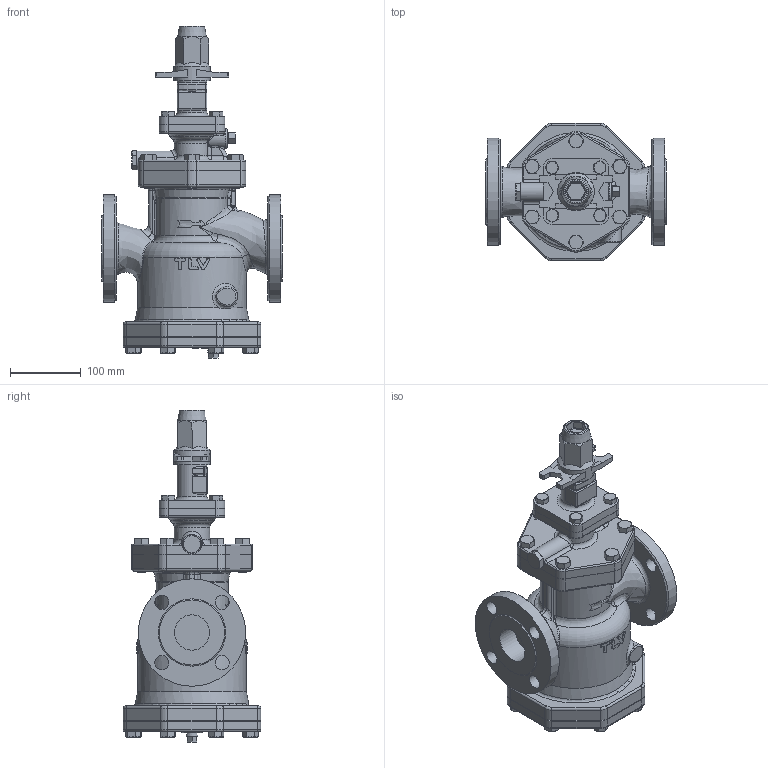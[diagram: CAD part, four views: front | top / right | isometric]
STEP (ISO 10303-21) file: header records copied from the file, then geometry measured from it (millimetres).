
FILE_DESCRIPTION(/* description */ (''),/* implementation_level */ '2;1');
FILE_NAME(/* name */ 'acosr-050-a0150-00.stp',/* time_stamp */ '2017-11-15T08:07:44+09:00',/* author */ ('nakaot'),/* organization */ (''),/* preprocessor_version */ 'ST-DEVELOPER v15.6',/* originating_system */ 'Autodesk Inventor 2015',/* authorisation */ '');
FILE_SCHEMA (('CONFIG_CONTROL_DESIGN'));
Length unit declared in the file: millimetre
Products named in the file (1): acosr-050-a0150-00
Bounding box: 255 x 195 x 470 mm (x, y, z)
Volume: 6021759.3 mm3; surface area: 502949.5 mm2
Topology: 3 solids, 4 shells, 909 faces, 2180 edges, 1340 vertices
Faces by surface type: plane 343, cylinder 219, cone 130, bspline 125, torus 69, sphere 23
Full cylindrical faces by diameter (mm): 8.376 x4, 10 x4, 10.106 x6, 12 x18, 13.889 x1, 14 x14, 20 x8, 27 x1, 28 x1, 42 x1, 50 x3, 52 x1, 80 x1, 106.856 x1, 152 x2, 154 x1
Entity records: 32383 total; most frequent: CARTESIAN_POINT 13032, ORIENTED_EDGE 4064, DIRECTION 3816, EDGE_CURVE 2032, AXIS2_PLACEMENT_3D 1540, VERTEX_POINT 1290, EDGE_LOOP 1118, FACE_OUTER_BOUND 908
